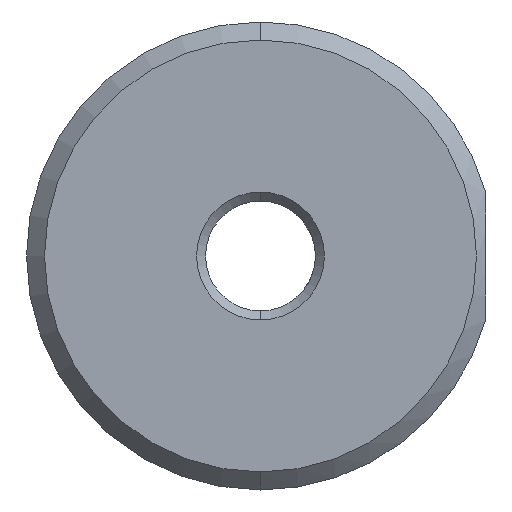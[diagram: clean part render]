
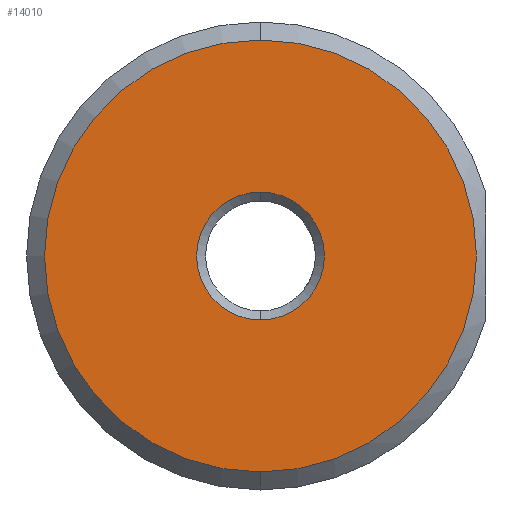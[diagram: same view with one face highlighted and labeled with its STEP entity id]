
A CAD part, front view. The second image highlights one B-rep face of the part: STEP entity #14010.
In plain terms, the highlighted planar face has unit normal (0, -1, 0).
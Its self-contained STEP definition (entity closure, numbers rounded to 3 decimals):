
#1290 = ORIENTED_EDGE ( 'NONE', *, *, #2474, .T. ) ;
#1406 = FACE_BOUND ( 'NONE', #10146, .T. ) ;
#1559 = EDGE_CURVE ( 'NONE', #14605, #12419, #11009, .T. ) ;
#1583 = DIRECTION ( 'NONE',  ( 0., 0., 1. ) ) ;
#1735 = EDGE_LOOP ( 'NONE', ( #11029, #5439 ) ) ;
#1812 = EDGE_CURVE ( 'NONE', #9949, #4473, #14802, .T. ) ;
#1972 = CARTESIAN_POINT ( 'NONE',  ( 0., 0., 0. ) ) ;
#2432 = CARTESIAN_POINT ( 'NONE',  ( 0., 0., 3.55 ) ) ;
#2474 = EDGE_CURVE ( 'NONE', #4473, #9949, #4913, .T. ) ;
#3045 = PLANE ( 'NONE',  #6674 ) ;
#3621 = CARTESIAN_POINT ( 'NONE',  ( 0., 0., 0. ) ) ;
#4473 = VERTEX_POINT ( 'NONE', #9014 ) ;
#4726 = AXIS2_PLACEMENT_3D ( 'NONE', #1972, #10348, #14537 ) ;
#4913 = CIRCLE ( 'NONE', #13340, 3.55 ) ;
#5439 = ORIENTED_EDGE ( 'NONE', *, *, #1559, .T. ) ;
#5603 = EDGE_CURVE ( 'NONE', #12419, #14605, #12577, .T. ) ;
#6327 = CARTESIAN_POINT ( 'NONE',  ( 0., 0., 12. ) ) ;
#6674 = AXIS2_PLACEMENT_3D ( 'NONE', #8404, #16802, #1583 ) ;
#6848 = ORIENTED_EDGE ( 'NONE', *, *, #1812, .T. ) ;
#7710 = DIRECTION ( 'NONE',  ( 0., 0., 1. ) ) ;
#8404 = CARTESIAN_POINT ( 'NONE',  ( 0., 0., 0. ) ) ;
#9014 = CARTESIAN_POINT ( 'NONE',  ( 0., 0., -3.55 ) ) ;
#9593 = DIRECTION ( 'NONE',  ( 0., 1., 0. ) ) ;
#9949 = VERTEX_POINT ( 'NONE', #2432 ) ;
#10146 = EDGE_LOOP ( 'NONE', ( #1290, #6848 ) ) ;
#10348 = DIRECTION ( 'NONE',  ( 0., -1., 0. ) ) ;
#11009 = CIRCLE ( 'NONE', #12467, 12. ) ;
#11029 = ORIENTED_EDGE ( 'NONE', *, *, #5603, .T. ) ;
#11145 = DIRECTION ( 'NONE',  ( 0., 0., 1. ) ) ;
#11659 = AXIS2_PLACEMENT_3D ( 'NONE', #15437, #9593, #13789 ) ;
#12419 = VERTEX_POINT ( 'NONE', #6327 ) ;
#12467 = AXIS2_PLACEMENT_3D ( 'NONE', #15520, #16887, #11145 ) ;
#12577 = CIRCLE ( 'NONE', #4726, 12. ) ;
#13340 = AXIS2_PLACEMENT_3D ( 'NONE', #3621, #16286, #7710 ) ;
#13789 = DIRECTION ( 'NONE',  ( 0., 0., 1. ) ) ;
#13898 = CARTESIAN_POINT ( 'NONE',  ( 0., 0., -12. ) ) ;
#14010 = ADVANCED_FACE ( 'NONE', ( #16978, #1406 ), #3045, .F. ) ;
#14537 = DIRECTION ( 'NONE',  ( 0., 0., 1. ) ) ;
#14605 = VERTEX_POINT ( 'NONE', #13898 ) ;
#14802 = CIRCLE ( 'NONE', #11659, 3.55 ) ;
#15437 = CARTESIAN_POINT ( 'NONE',  ( 0., 0., 0. ) ) ;
#15520 = CARTESIAN_POINT ( 'NONE',  ( 0., 0., 0. ) ) ;
#16286 = DIRECTION ( 'NONE',  ( 0., 1., 0. ) ) ;
#16802 = DIRECTION ( 'NONE',  ( 0., 1., 0. ) ) ;
#16887 = DIRECTION ( 'NONE',  ( 0., -1., 0. ) ) ;
#16978 = FACE_OUTER_BOUND ( 'NONE', #1735, .T. ) ;
